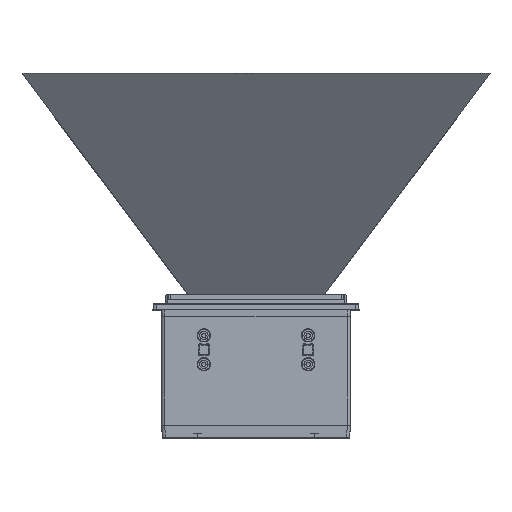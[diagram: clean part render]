
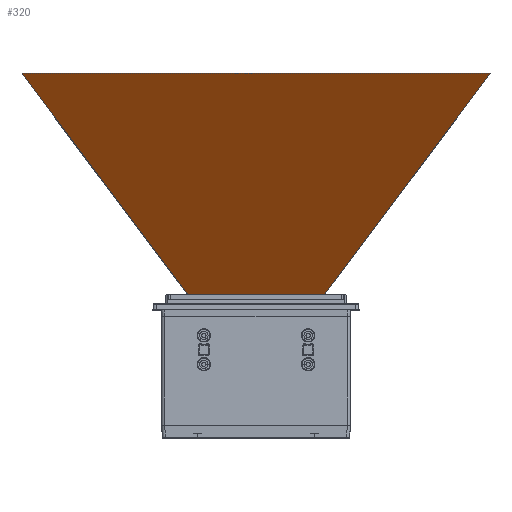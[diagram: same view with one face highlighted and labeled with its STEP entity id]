
A CAD part, top view. The second image highlights one B-rep face of the part: STEP entity #320.
In plain terms, the highlighted planar face has unit normal (0, -0.6, 0.8).
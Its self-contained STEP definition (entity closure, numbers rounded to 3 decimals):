
#231=DIRECTION('',(0.514,0.686,0.514));
#232=VECTOR('',#231,148.414);
#233=CARTESIAN_POINT('',(0.,-1.85,
0.));
#234=LINE('',#233,#232);
#251=DIRECTION('',(-0.514,0.686,0.514));
#252=VECTOR('',#251,148.414);
#253=CARTESIAN_POINT('',(0.,-1.85,
0.));
#254=LINE('',#253,#252);
#255=DIRECTION('',(1.,0.,0.));
#256=VECTOR('',#255,152.664);
#257=CARTESIAN_POINT('',(-76.332,100.,76.332));
#258=LINE('',#257,#256);
#259=CARTESIAN_POINT('',(76.332,100.,76.332));
#261=VERTEX_POINT('',#259);
#265=CARTESIAN_POINT('',(-76.332,100.,76.332));
#266=VERTEX_POINT('',#265);
#267=CARTESIAN_POINT('',(0.,-1.85,
0.));
#268=VERTEX_POINT('',#267);
#309=CARTESIAN_POINT('',(-100.,100.,76.332));
#310=DIRECTION('',(0.,-0.6,0.8));
#311=DIRECTION('',(0.,-0.8,-0.6));
#312=AXIS2_PLACEMENT_3D('',#309,#310,#311);
#313=PLANE('',#312);
#314=ORIENTED_EDGE('',*,*,#304,.T.);
#316=ORIENTED_EDGE('',*,*,#315,.T.);
#317=ORIENTED_EDGE('',*,*,#276,.F.);
#318=EDGE_LOOP('',(#314,#316,#317));
#319=FACE_OUTER_BOUND('',#318,.F.);
#276=EDGE_CURVE('',#268,#261,#234,.T.);
#304=EDGE_CURVE('',#268,#266,#254,.T.);
#315=EDGE_CURVE('',#266,#261,#258,.T.);
#320=ADVANCED_FACE('',(#319),#313,.T.);
